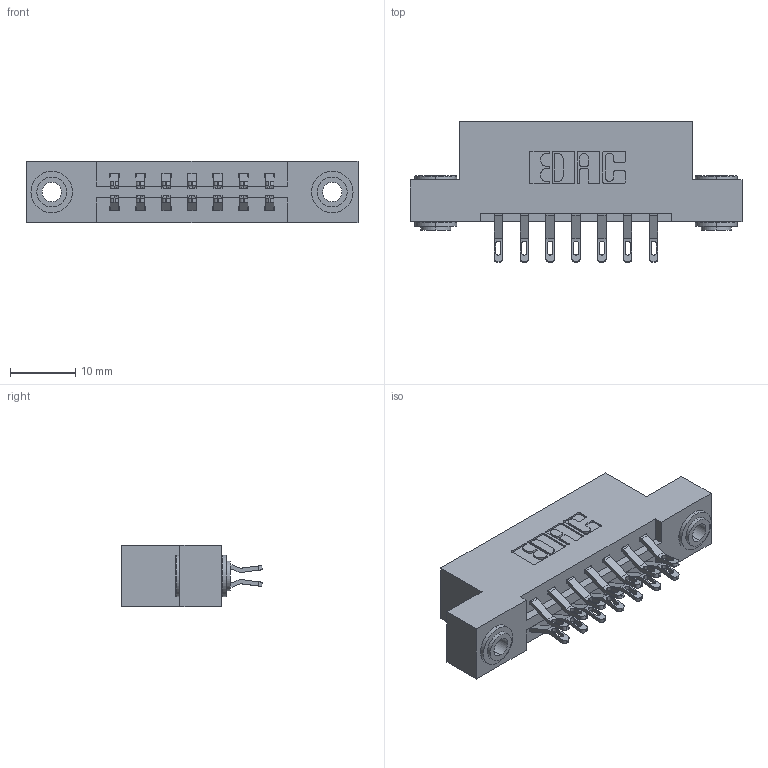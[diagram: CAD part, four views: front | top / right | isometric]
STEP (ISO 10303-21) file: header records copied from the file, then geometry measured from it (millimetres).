
FILE_DESCRIPTION (( 'STEP AP203' ), '1' );
FILE_NAME ('337-014-555-203.STEP', '2019-10-08T11:54:37', ( '' ), ( '' ), 'SwSTEP 2.0', 'SolidWorks 2016', '' );
FILE_SCHEMA (( 'CONFIG_CONTROL_DESIGN' ));
Length unit declared in the file: inch
Products named in the file (4): 337 Part_Flush Mounting Lugs - 0.156 Dia-TH; 345-292-001_555 Tail; 337-014-555-203; 345-250-002_345-250-002-102
Assembly tree (17 placements, depth 2):
  337-014-555-203
    337 Part_Flush Mounting Lugs - 0.156 Dia-TH
    345-292-001_555 Tail  x14
    345-250-002_345-250-002-102  x2
Bounding box: 50.75 x 21.47 x 9.4 mm (x, y, z)
Volume: 4942.5 mm3; surface area: 5624.9 mm2
Topology: 17 solids, 17 shells, 992 faces, 3033 edges, 2018 vertices
Faces by surface type: plane 584, cylinder 400, cone 8
Entity records: 10930 total; most frequent: CARTESIAN_POINT 1879, ORIENTED_EDGE 1778, DIRECTION 1667, EDGE_CURVE 889, VECTOR 717, LINE 717, VERTEX_POINT 590, AXIS2_PLACEMENT_3D 475
